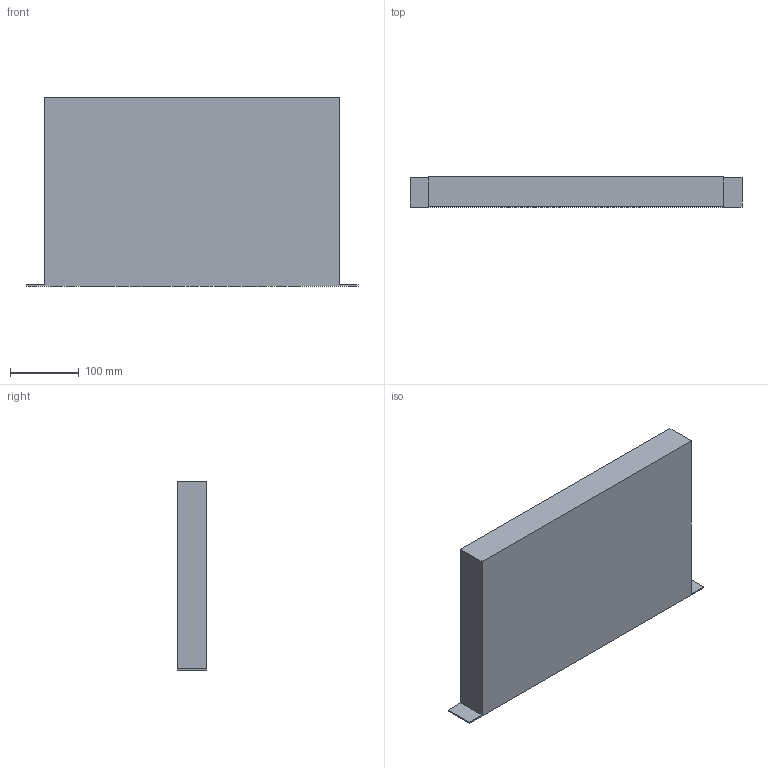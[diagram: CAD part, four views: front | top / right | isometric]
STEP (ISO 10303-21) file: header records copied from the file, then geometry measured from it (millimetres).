
FILE_DESCRIPTION (( 'STEP AP203' ), '1' );
FILE_NAME ('MES3324F .STEP', '2022-09-29T08:33:42', ( '' ), ( '' ), 'SwSTEP 2.0', 'SolidWorks 2021', '' );
FILE_SCHEMA (( 'CONFIG_CONTROL_DESIGN' ));
Length unit declared in the file: millimetre
Products named in the file (1): MES3324F 
Bounding box: 482.6 x 43.6 x 276.1 mm (x, y, z)
Volume: 5163328.4 mm3; surface area: 306257.4 mm2
Topology: 1 solids, 1 shells, 578 faces, 1566 edges, 1044 vertices
Faces by surface type: plane 484, cylinder 94
Entity records: 18055 total; most frequent: CARTESIAN_POINT 3189, ORIENTED_EDGE 3132, DIRECTION 2912, EDGE_CURVE 1566, VECTOR 1378, LINE 1378, VERTEX_POINT 1044, AXIS2_PLACEMENT_3D 767
